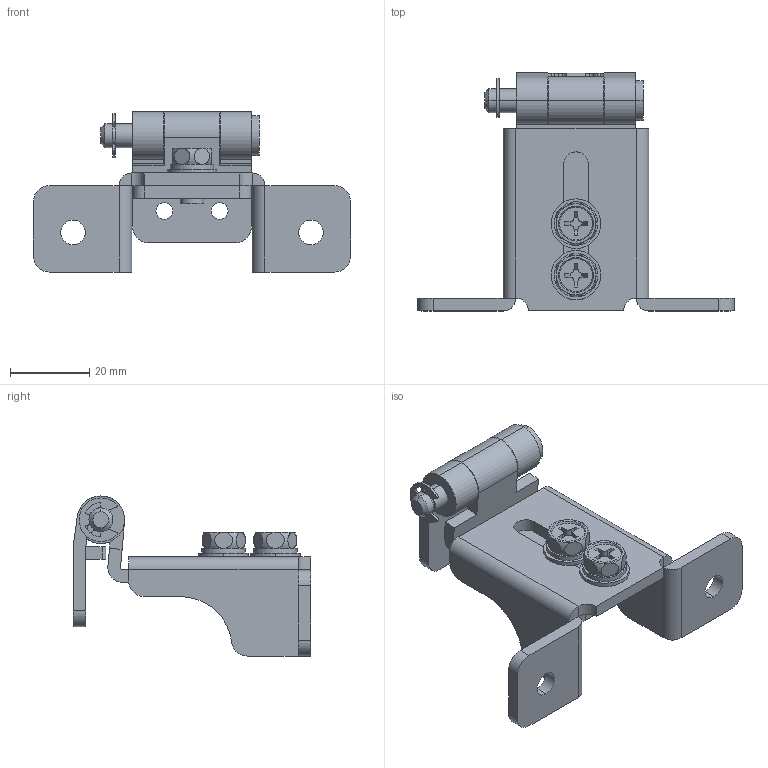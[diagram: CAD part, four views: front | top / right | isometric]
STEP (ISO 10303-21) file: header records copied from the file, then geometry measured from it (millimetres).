
FILE_DESCRIPTION (( 'STEP AP203' ), '1' );
FILE_NAME ('B-77N-5.STEP', '2018-04-17T07:01:05', ( '' ), ( '' ), 'SwSTEP 2.0', 'SolidWorks 2014', '' );
FILE_SCHEMA (( 'CONFIG_CONTROL_DESIGN' ));
Length unit declared in the file: millimetre
Products named in the file (10): B-77N-4,-5_軸_; スプリングワッシャーM6_JIS B 1251 No.2 6; B-77N-5; Φ5用E形止め輪; B-77N-4,-5_本体__B-77N-5; 暯儚僢僔儍乕M6暲娵_M6-冇12.5亊冇6.2亊t1; B-77N_ヒンジ_; 廫帤寠晅偒榋妏儃儖僩M6_M6亊12; B-77N-4,-5_受け__B-77N-5; 十字穴付き六角ボルトM6（SW･平W付）
Assembly tree (10 placements, depth 3):
  B-77N-5
    B-77N-4,-5_本体__B-77N-5
    B-77N-4,-5_受け__B-77N-5
    B-77N_ヒンジ_
    B-77N-4,-5_軸_
    Φ5用E形止め輪
    十字穴付き六角ボルトM6（SW･平W付）  x2
      廫帤寠晅偒榋妏儃儖僩M6_M6亊12
      スプリングワッシャーM6_JIS B 1251 No.2 6
      暯儚僢僔儍乕M6暲娵_M6-冇12.5亊冇6.2亊t1
Bounding box: 80 x 60 x 40.4 mm (x, y, z)
Volume: 23326.6 mm3; surface area: 18947.2 mm2
Topology: 11 solids, 11 shells, 255 faces, 618 edges, 394 vertices
Faces by surface type: plane 126, cylinder 111, torus 12, cone 6
Entity records: 7658 total; most frequent: CARTESIAN_POINT 1408, DIRECTION 1162, ORIENTED_EDGE 1036, EDGE_CURVE 518, AXIS2_PLACEMENT_3D 436, VERTEX_POINT 334, LINE 290, VECTOR 290
